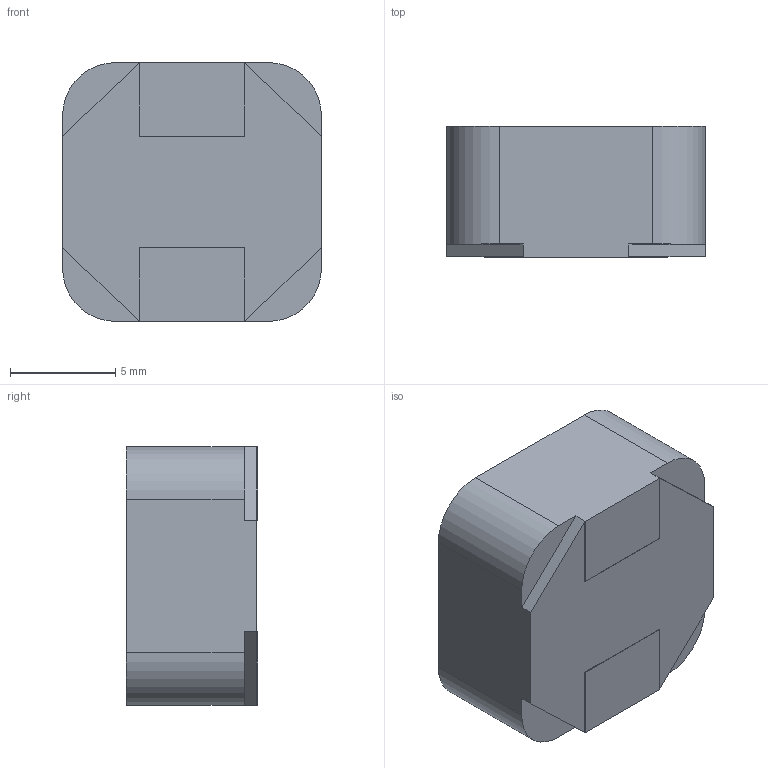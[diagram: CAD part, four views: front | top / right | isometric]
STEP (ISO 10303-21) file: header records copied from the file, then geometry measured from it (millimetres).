
FILE_DESCRIPTION (( 'STEP AP214' ), '1' );
FILE_NAME ('Coilcraft-MSS1260T-DEFAULT.STEP', '2010-11-21T16:43:20', ( 'Solidworks' ), ( 'Solidworks' ), 'SwSTEP 2.0', 'SolidWorks 2011', '' );
FILE_SCHEMA (( 'AUTOMOTIVE_DESIGN' ));
Length unit declared in the file: millimetre
Products named in the file (1): Coilcraft-MSS1260T-DEFAULT
Bounding box: 12.3 x 6.24 x 12.3 mm (x, y, z)
Volume: 892.2 mm3; surface area: 632.6 mm2
Topology: 1 solids, 1 shells, 71 faces, 185 edges, 122 vertices
Faces by surface type: plane 63, cylinder 8
Entity records: 2958 total; most frequent: CARTESIAN_POINT 379, ORIENTED_EDGE 370, DIRECTION 345, EDGE_CURVE 185, VECTOR 169, LINE 169, VERTEX_POINT 122, AXIS2_PLACEMENT_3D 88
